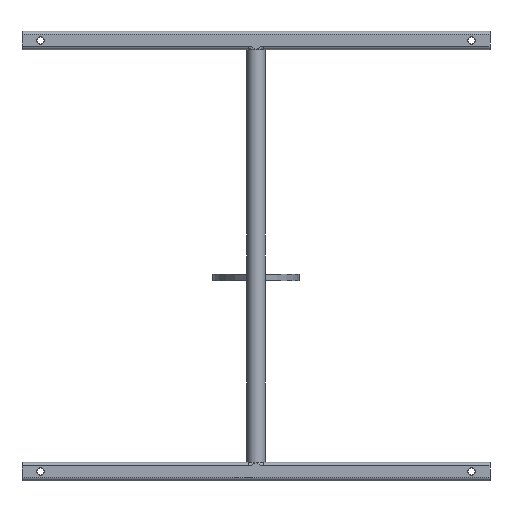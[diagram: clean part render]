
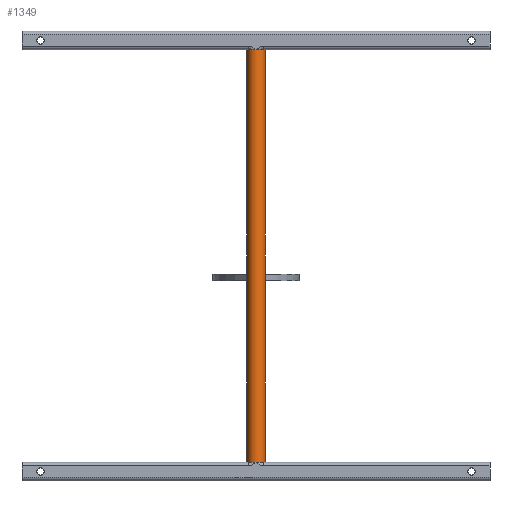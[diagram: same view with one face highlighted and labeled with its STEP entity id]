
A CAD part, front view. The second image highlights one B-rep face of the part: STEP entity #1349.
In plain terms, the highlighted cylindrical face has radius 7.5 mm (diameter 15 mm), a partial arc.
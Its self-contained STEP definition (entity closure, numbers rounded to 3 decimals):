
#5 = VECTOR ( 'NONE', #3455, 1000. ) ;
#47 = DIRECTION ( 'NONE',  ( -1., 0., 0. ) ) ;
#57 = CARTESIAN_POINT ( 'NONE',  ( 7.5, 0., -167.5 ) ) ;
#58 = CARTESIAN_POINT ( 'NONE',  ( 0., 0., 167.5 ) ) ;
#68 = CIRCLE ( 'NONE', #2355, 7.5 ) ;
#108 = ORIENTED_EDGE ( 'NONE', *, *, #3132, .F. ) ;
#109 = VERTEX_POINT ( 'NONE', #2745 ) ;
#151 = VERTEX_POINT ( 'NONE', #863 ) ;
#223 = VERTEX_POINT ( 'NONE', #2221 ) ;
#251 = VERTEX_POINT ( 'NONE', #1023 ) ;
#323 = CARTESIAN_POINT ( 'NONE',  ( 0., 0., 167.5 ) ) ;
#325 = CARTESIAN_POINT ( 'NONE',  ( 7.5, 0., 167.5 ) ) ;
#339 = VECTOR ( 'NONE', #3691, 1000. ) ;
#353 = DIRECTION ( 'NONE',  ( 0., 0., 1. ) ) ;
#390 = DIRECTION ( 'NONE',  ( 1., 0., 0. ) ) ;
#430 = CARTESIAN_POINT ( 'NONE',  ( -7.5, 0., 167.5 ) ) ;
#497 = CARTESIAN_POINT ( 'NONE',  ( -7.5, 0., -20. ) ) ;
#509 = LINE ( 'NONE', #430, #3111 ) ;
#610 = CIRCLE ( 'NONE', #3952, 7.5 ) ;
#615 = DIRECTION ( 'NONE',  ( 1., 0., 0. ) ) ;
#625 = ORIENTED_EDGE ( 'NONE', *, *, #3010, .T. ) ;
#635 = FACE_OUTER_BOUND ( 'NONE', #3941, .T. ) ;
#657 = DIRECTION ( 'NONE',  ( 0., 0., -1. ) ) ;
#668 = ORIENTED_EDGE ( 'NONE', *, *, #1958, .F. ) ;
#672 = EDGE_CURVE ( 'NONE', #3831, #3895, #934, .T. ) ;
#683 = VERTEX_POINT ( 'NONE', #1539 ) ;
#698 = CARTESIAN_POINT ( 'NONE',  ( 0., 0., -167.5 ) ) ;
#705 = CARTESIAN_POINT ( 'NONE',  ( 0., 0., 167.5 ) ) ;
#756 = CARTESIAN_POINT ( 'NONE',  ( -7.5, 0., 167.5 ) ) ;
#789 = CARTESIAN_POINT ( 'NONE',  ( 7.5, 0., -15. ) ) ;
#798 = EDGE_CURVE ( 'NONE', #2226, #151, #610, .T. ) ;
#860 = EDGE_CURVE ( 'NONE', #1576, #3944, #509, .T. ) ;
#863 = CARTESIAN_POINT ( 'NONE',  ( 0., -7.5, 167.5 ) ) ;
#934 = LINE ( 'NONE', #2468, #339 ) ;
#976 = VERTEX_POINT ( 'NONE', #1415 ) ;
#979 = CARTESIAN_POINT ( 'NONE',  ( -7.5, 0., 167.5 ) ) ;
#980 = CYLINDRICAL_SURFACE ( 'NONE', #2908, 7.5 ) ;
#999 = DIRECTION ( 'NONE',  ( 0., 0., -1. ) ) ;
#1023 = CARTESIAN_POINT ( 'NONE',  ( 7.5, 0., 167.5 ) ) ;
#1091 = CARTESIAN_POINT ( 'NONE',  ( 0., 0., 167.5 ) ) ;
#1143 = ORIENTED_EDGE ( 'NONE', *, *, #860, .T. ) ;
#1173 = CARTESIAN_POINT ( 'NONE',  ( 0., 0., -167.5 ) ) ;
#1205 = CIRCLE ( 'NONE', #3824, 7.5 ) ;
#1220 = EDGE_CURVE ( 'NONE', #223, #1232, #1205, .T. ) ;
#1232 = VERTEX_POINT ( 'NONE', #57 ) ;
#1349 = ADVANCED_FACE ( 'NONE', ( #635 ), #980, .T. ) ;
#1354 = DIRECTION ( 'NONE',  ( 1., 0., 0. ) ) ;
#1367 = ORIENTED_EDGE ( 'NONE', *, *, #1220, .T. ) ;
#1377 = CARTESIAN_POINT ( 'NONE',  ( 7.5, 0., -20. ) ) ;
#1413 = CARTESIAN_POINT ( 'NONE',  ( -7.5, 0., 18. ) ) ;
#1415 = CARTESIAN_POINT ( 'NONE',  ( 6., -4.5, 167.5 ) ) ;
#1435 = DIRECTION ( 'NONE',  ( 1., 0., 0. ) ) ;
#1522 = CARTESIAN_POINT ( 'NONE',  ( 7.5, 0., 18. ) ) ;
#1539 = CARTESIAN_POINT ( 'NONE',  ( 7.5, 0., -20. ) ) ;
#1570 = CIRCLE ( 'NONE', #1703, 7.5 ) ;
#1571 = CIRCLE ( 'NONE', #3082, 7.5 ) ;
#1576 = VERTEX_POINT ( 'NONE', #497 ) ;
#1597 = VERTEX_POINT ( 'NONE', #1522 ) ;
#1606 = VECTOR ( 'NONE', #1609, 1000. ) ;
#1609 = DIRECTION ( 'NONE',  ( 0., 0., -1. ) ) ;
#1635 = VERTEX_POINT ( 'NONE', #2792 ) ;
#1639 = CIRCLE ( 'NONE', #2690, 7.5 ) ;
#1647 = EDGE_CURVE ( 'NONE', #1635, #3843, #2517, .T. ) ;
#1703 = AXIS2_PLACEMENT_3D ( 'NONE', #705, #353, #1354 ) ;
#1768 = VERTEX_POINT ( 'NONE', #2492 ) ;
#1779 = VECTOR ( 'NONE', #2927, 1000. ) ;
#1791 = CARTESIAN_POINT ( 'NONE',  ( 7.5, 0., 167.5 ) ) ;
#1874 = EDGE_CURVE ( 'NONE', #251, #1597, #3411, .T. ) ;
#1886 = AXIS2_PLACEMENT_3D ( 'NONE', #698, #2305, #2012 ) ;
#1920 = CARTESIAN_POINT ( 'NONE',  ( -7.5, 0., -20. ) ) ;
#1948 = VECTOR ( 'NONE', #2657, 1000. ) ;
#1958 = EDGE_CURVE ( 'NONE', #1576, #3046, #2853, .T. ) ;
#1983 = CARTESIAN_POINT ( 'NONE',  ( 7.5, 0., 18. ) ) ;
#2012 = DIRECTION ( 'NONE',  ( 1., 0., 0. ) ) ;
#2071 = ORIENTED_EDGE ( 'NONE', *, *, #3577, .T. ) ;
#2098 = CARTESIAN_POINT ( 'NONE',  ( 7.5, 0., 167.5 ) ) ;
#2167 = VECTOR ( 'NONE', #3158, 1000. ) ;
#2182 = EDGE_CURVE ( 'NONE', #3895, #3046, #2259, .T. ) ;
#2221 = CARTESIAN_POINT ( 'NONE',  ( 6., -4.5, -167.5 ) ) ;
#2226 = VERTEX_POINT ( 'NONE', #2933 ) ;
#2230 = DIRECTION ( 'NONE',  ( 0., 0., 1. ) ) ;
#2259 = LINE ( 'NONE', #979, #5 ) ;
#2305 = DIRECTION ( 'NONE',  ( 0., 0., 1. ) ) ;
#2312 = ORIENTED_EDGE ( 'NONE', *, *, #1647, .F. ) ;
#2336 = CARTESIAN_POINT ( 'NONE',  ( 0., 0., -167.5 ) ) ;
#2355 = AXIS2_PLACEMENT_3D ( 'NONE', #1173, #3739, #3435 ) ;
#2396 = DIRECTION ( 'NONE',  ( 0., 0., 1. ) ) ;
#2444 = ORIENTED_EDGE ( 'NONE', *, *, #3948, .F. ) ;
#2452 = CARTESIAN_POINT ( 'NONE',  ( -7.5, 0., -15. ) ) ;
#2468 = CARTESIAN_POINT ( 'NONE',  ( -7.5, 0., 18. ) ) ;
#2475 = LINE ( 'NONE', #1791, #3662 ) ;
#2485 = ORIENTED_EDGE ( 'NONE', *, *, #2650, .T. ) ;
#2492 = CARTESIAN_POINT ( 'NONE',  ( -6., -4.5, -167.5 ) ) ;
#2495 = DIRECTION ( 'NONE',  ( 0., 0., 1. ) ) ;
#2517 = LINE ( 'NONE', #325, #1606 ) ;
#2650 = EDGE_CURVE ( 'NONE', #683, #3843, #2967, .T. ) ;
#2657 = DIRECTION ( 'NONE',  ( 0., 0., -1. ) ) ;
#2665 = VECTOR ( 'NONE', #2759, 1000. ) ;
#2690 = AXIS2_PLACEMENT_3D ( 'NONE', #3097, #2396, #2768 ) ;
#2705 = DIRECTION ( 'NONE',  ( 0., 0., 1. ) ) ;
#2743 = ORIENTED_EDGE ( 'NONE', *, *, #3434, .T. ) ;
#2745 = CARTESIAN_POINT ( 'NONE',  ( 0., -7.5, -167.5 ) ) ;
#2759 = DIRECTION ( 'NONE',  ( 0., 0., -1. ) ) ;
#2768 = DIRECTION ( 'NONE',  ( 1., 0., 0. ) ) ;
#2792 = CARTESIAN_POINT ( 'NONE',  ( 7.5, 0., 15. ) ) ;
#2831 = EDGE_CURVE ( 'NONE', #3383, #2226, #1639, .T. ) ;
#2853 = LINE ( 'NONE', #1920, #2167 ) ;
#2908 = AXIS2_PLACEMENT_3D ( 'NONE', #323, #657, #47 ) ;
#2912 = LINE ( 'NONE', #756, #3990 ) ;
#2927 = DIRECTION ( 'NONE',  ( 0., 0., 1. ) ) ;
#2933 = CARTESIAN_POINT ( 'NONE',  ( -6., -4.5, 167.5 ) ) ;
#2938 = CIRCLE ( 'NONE', #1886, 7.5 ) ;
#2967 = LINE ( 'NONE', #1377, #1779 ) ;
#2995 = DIRECTION ( 'NONE',  ( 0., 0., 1. ) ) ;
#3005 = EDGE_CURVE ( 'NONE', #1768, #109, #68, .T. ) ;
#3010 = EDGE_CURVE ( 'NONE', #3944, #1768, #1571, .T. ) ;
#3046 = VERTEX_POINT ( 'NONE', #2452 ) ;
#3082 = AXIS2_PLACEMENT_3D ( 'NONE', #3699, #2495, #615 ) ;
#3097 = CARTESIAN_POINT ( 'NONE',  ( 0., 0., 167.5 ) ) ;
#3111 = VECTOR ( 'NONE', #3292, 1000. ) ;
#3132 = EDGE_CURVE ( 'NONE', #683, #1232, #2475, .T. ) ;
#3134 = ORIENTED_EDGE ( 'NONE', *, *, #4031, .F. ) ;
#3142 = CIRCLE ( 'NONE', #3409, 7.5 ) ;
#3143 = LINE ( 'NONE', #1983, #1948 ) ;
#3158 = DIRECTION ( 'NONE',  ( 0., 0., 1. ) ) ;
#3186 = CARTESIAN_POINT ( 'NONE',  ( -7.5, 0., 167.5 ) ) ;
#3187 = ORIENTED_EDGE ( 'NONE', *, *, #2831, .F. ) ;
#3232 = DIRECTION ( 'NONE',  ( 1., 0., 0. ) ) ;
#3243 = ORIENTED_EDGE ( 'NONE', *, *, #2182, .T. ) ;
#3278 = ORIENTED_EDGE ( 'NONE', *, *, #1874, .F. ) ;
#3292 = DIRECTION ( 'NONE',  ( 0., 0., -1. ) ) ;
#3371 = ORIENTED_EDGE ( 'NONE', *, *, #798, .F. ) ;
#3383 = VERTEX_POINT ( 'NONE', #3186 ) ;
#3409 = AXIS2_PLACEMENT_3D ( 'NONE', #1091, #2705, #3232 ) ;
#3411 = LINE ( 'NONE', #2098, #2665 ) ;
#3428 = CARTESIAN_POINT ( 'NONE',  ( -7.5, 0., -167.5 ) ) ;
#3434 = EDGE_CURVE ( 'NONE', #109, #223, #2938, .T. ) ;
#3435 = DIRECTION ( 'NONE',  ( 1., 0., 0. ) ) ;
#3455 = DIRECTION ( 'NONE',  ( 0., 0., -1. ) ) ;
#3524 = EDGE_CURVE ( 'NONE', #1597, #1635, #3143, .T. ) ;
#3575 = ORIENTED_EDGE ( 'NONE', *, *, #3005, .T. ) ;
#3577 = EDGE_CURVE ( 'NONE', #3383, #3831, #2912, .T. ) ;
#3662 = VECTOR ( 'NONE', #3679, 1000. ) ;
#3679 = DIRECTION ( 'NONE',  ( 0., 0., -1. ) ) ;
#3691 = DIRECTION ( 'NONE',  ( 0., 0., -1. ) ) ;
#3699 = CARTESIAN_POINT ( 'NONE',  ( 0., 0., -167.5 ) ) ;
#3739 = DIRECTION ( 'NONE',  ( 0., 0., 1. ) ) ;
#3760 = ORIENTED_EDGE ( 'NONE', *, *, #672, .T. ) ;
#3775 = ORIENTED_EDGE ( 'NONE', *, *, #3524, .F. ) ;
#3824 = AXIS2_PLACEMENT_3D ( 'NONE', #2336, #2995, #1435 ) ;
#3831 = VERTEX_POINT ( 'NONE', #1413 ) ;
#3843 = VERTEX_POINT ( 'NONE', #789 ) ;
#3895 = VERTEX_POINT ( 'NONE', #3925 ) ;
#3925 = CARTESIAN_POINT ( 'NONE',  ( -7.5, 0., 15. ) ) ;
#3941 = EDGE_LOOP ( 'NONE', ( #3278, #2444, #3134, #3371, #3187, #2071, #3760, #3243, #668, #1143, #625, #3575, #2743, #1367, #108, #2485, #2312, #3775 ) ) ;
#3944 = VERTEX_POINT ( 'NONE', #3428 ) ;
#3948 = EDGE_CURVE ( 'NONE', #976, #251, #1570, .T. ) ;
#3952 = AXIS2_PLACEMENT_3D ( 'NONE', #58, #2230, #390 ) ;
#3990 = VECTOR ( 'NONE', #999, 1000. ) ;
#4031 = EDGE_CURVE ( 'NONE', #151, #976, #3142, .T. ) ;
